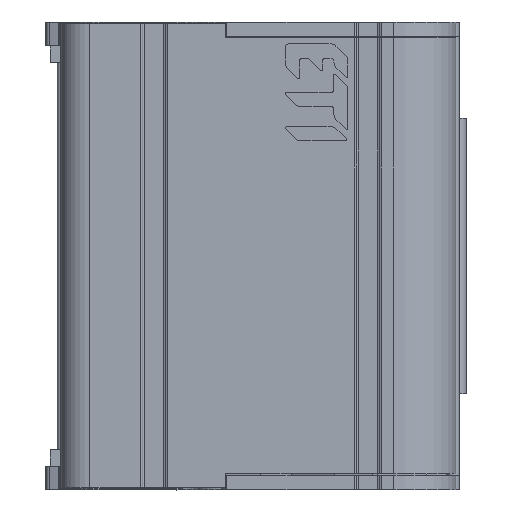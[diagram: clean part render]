
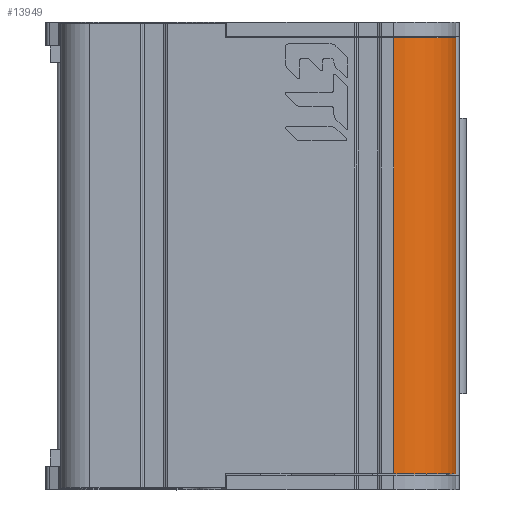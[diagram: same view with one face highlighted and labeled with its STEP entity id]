
A CAD part, top view. The second image highlights one B-rep face of the part: STEP entity #13949.
In plain terms, the highlighted cylindrical face has radius 13.2 mm (diameter 26.4 mm), a partial arc.
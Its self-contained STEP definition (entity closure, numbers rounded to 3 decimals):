
#10712=DIRECTION('',(0.,1.,0.));
#10713=VECTOR('',#10712,92.75);
#10714=CARTESIAN_POINT('',(88.3,-62.3,44.337));
#10715=LINE('',#10714,#10713);
#10719=DIRECTION('',(0.,-1.,0.));
#10720=VECTOR('',#10719,92.75);
#10721=CARTESIAN_POINT('',(101.5,30.45,31.137));
#10722=LINE('',#10721,#10720);
#11514=CARTESIAN_POINT('',(88.3,30.45,31.137));
#11515=DIRECTION('',(0.,-1.,0.));
#11516=DIRECTION('',(1.,0.,0.));
#11517=AXIS2_PLACEMENT_3D('',#11514,#11515,#11516);
#11830=CARTESIAN_POINT('',(88.3,-62.3,31.137));
#11831=DIRECTION('',(0.,1.,0.));
#11832=DIRECTION('',(0.,0.,1.));
#11833=AXIS2_PLACEMENT_3D('',#11830,#11831,#11832);
#13002=CARTESIAN_POINT('',(101.5,30.45,31.137));
#13003=CARTESIAN_POINT('',(101.5,-62.3,31.137));
#13004=VERTEX_POINT('',#13002);
#13005=VERTEX_POINT('',#13003);
#13006=CARTESIAN_POINT('',(88.3,-62.3,44.337));
#13007=CARTESIAN_POINT('',(88.3,30.45,44.337));
#13008=VERTEX_POINT('',#13006);
#13009=VERTEX_POINT('',#13007);
#13935=CARTESIAN_POINT('',(88.3,-65.35,31.137));
#13936=DIRECTION('',(0.,-1.,0.));
#13937=DIRECTION('',(1.,0.,0.));
#13938=AXIS2_PLACEMENT_3D('',#13935,#13936,#13937);
#13939=CYLINDRICAL_SURFACE('',#13938,13.2);
#13941=ORIENTED_EDGE('',*,*,#13940,.T.);
#13943=ORIENTED_EDGE('',*,*,#13942,.F.);
#13944=ORIENTED_EDGE('',*,*,#13918,.T.);
#13946=ORIENTED_EDGE('',*,*,#13945,.F.);
#13947=EDGE_LOOP('',(#13941,#13943,#13944,#13946));
#13948=FACE_OUTER_BOUND('',#13947,.F.);
#11518=CIRCLE('',#11517,13.2);
#11834=CIRCLE('',#11833,13.2);
#13918=EDGE_CURVE('',#13004,#13005,#10722,.T.);
#13940=EDGE_CURVE('',#13008,#13009,#10715,.T.);
#13942=EDGE_CURVE('',#13004,#13009,#11518,.T.);
#13945=EDGE_CURVE('',#13008,#13005,#11834,.T.);
#13949=ADVANCED_FACE('',(#13948),#13939,.T.);
